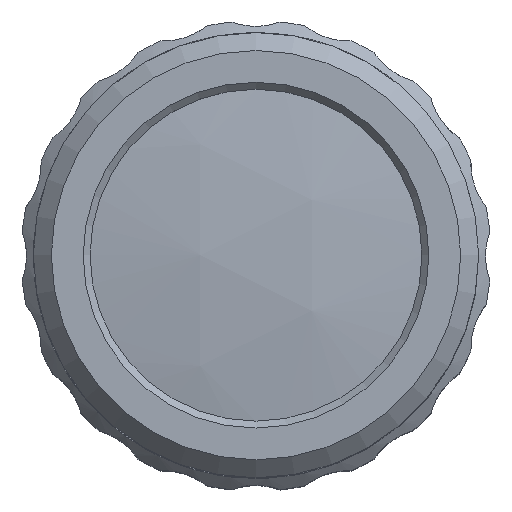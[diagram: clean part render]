
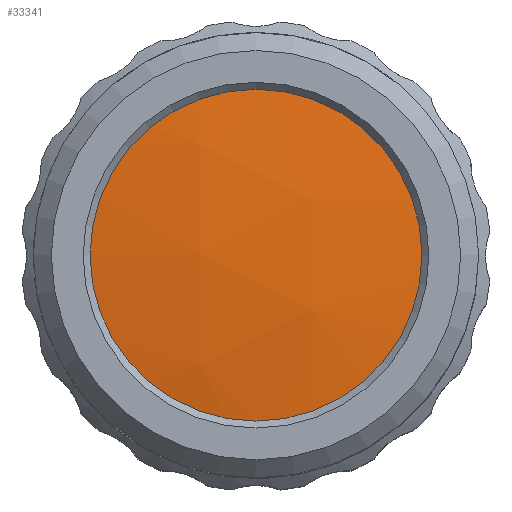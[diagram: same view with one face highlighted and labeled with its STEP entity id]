
A CAD part, top view. The second image highlights one B-rep face of the part: STEP entity #33341.
In plain terms, the highlighted spherical face has radius 75 mm.
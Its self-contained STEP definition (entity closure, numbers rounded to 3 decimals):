
#166 = VERTEX_POINT ( 'NONE', #10924 ) ;
#905 = ORIENTED_EDGE ( 'NONE', *, *, #11399, .T. ) ;
#4190 = DIRECTION ( 'NONE',  ( 1., 0., 0. ) ) ;
#5272 = DIRECTION ( 'NONE',  ( 1., 0., 0. ) ) ;
#9493 = CARTESIAN_POINT ( 'NONE',  ( 0., 0., 64.034 ) ) ;
#10924 = CARTESIAN_POINT ( 'NONE',  ( 12., 0., 64.034 ) ) ;
#11399 = EDGE_CURVE ( 'NONE', #166, #166, #18219, .T. ) ;
#16363 = CARTESIAN_POINT ( 'NONE',  ( 0., 0., -10. ) ) ;
#18219 = CIRCLE ( 'NONE', #30581, 12. ) ;
#18414 = DIRECTION ( 'NONE',  ( 0., 0., 1. ) ) ;
#21478 = SPHERICAL_SURFACE ( 'NONE', #34845, 75. ) ;
#24620 = FACE_OUTER_BOUND ( 'NONE', #29189, .T. ) ;
#27081 = DIRECTION ( 'NONE',  ( 0., -1., 0. ) ) ;
#29189 = EDGE_LOOP ( 'NONE', ( #905 ) ) ;
#30581 = AXIS2_PLACEMENT_3D ( 'NONE', #9493, #18414, #4190 ) ;
#33341 = ADVANCED_FACE ( 'NONE', ( #24620 ), #21478, .T. ) ;
#34845 = AXIS2_PLACEMENT_3D ( 'NONE', #16363, #5272, #27081 ) ;
